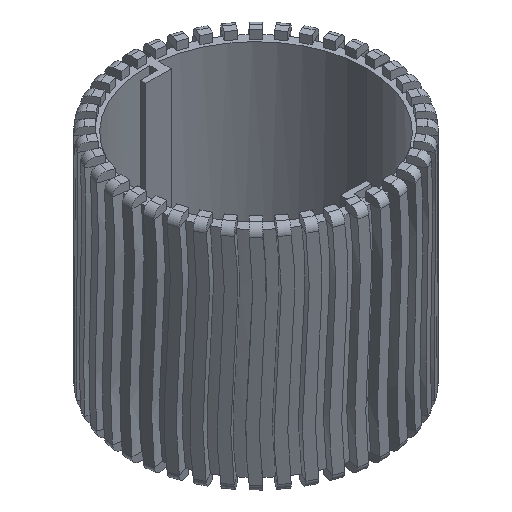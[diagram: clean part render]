
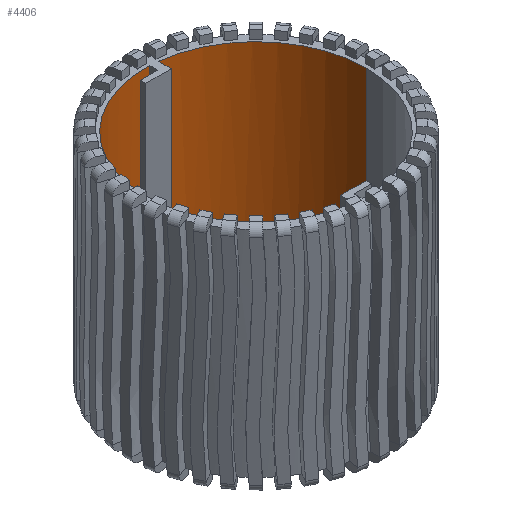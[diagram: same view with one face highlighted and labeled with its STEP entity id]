
A CAD part, isometric view. The second image highlights one B-rep face of the part: STEP entity #4406.
In plain terms, the highlighted cylindrical face has radius 69.5 mm (diameter 139 mm), a partial arc.
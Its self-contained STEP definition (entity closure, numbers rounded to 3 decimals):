
#364 = EDGE_CURVE ( 'NONE', #8944, #17392, #3045, .T. ) ;
#394 = DIRECTION ( 'NONE',  ( 1., 0., 0. ) ) ;
#1287 = CARTESIAN_POINT ( 'NONE',  ( 2.813, 69.443, 135. ) ) ;
#1289 = VERTEX_POINT ( 'NONE', #5022 ) ;
#1406 = VERTEX_POINT ( 'NONE', #18034 ) ;
#1658 = VERTEX_POINT ( 'NONE', #15212 ) ;
#1722 = VECTOR ( 'NONE', #9541, 1000. ) ;
#2078 = VECTOR ( 'NONE', #7374, 1000. ) ;
#2829 = DIRECTION ( 'NONE',  ( 0., 0., 1. ) ) ;
#2876 = FACE_OUTER_BOUND ( 'NONE', #12423, .T. ) ;
#3045 = LINE ( 'NONE', #4333, #2078 ) ;
#3272 = AXIS2_PLACEMENT_3D ( 'NONE', #5011, #3635, #17661 ) ;
#3517 = DIRECTION ( 'NONE',  ( -1., 0., 0. ) ) ;
#3610 = CARTESIAN_POINT ( 'NONE',  ( 0., 0., 135. ) ) ;
#3635 = DIRECTION ( 'NONE',  ( 0., 0., 1. ) ) ;
#3818 = EDGE_CURVE ( 'NONE', #8944, #15477, #8423, .T. ) ;
#3895 = VECTOR ( 'NONE', #6152, 1000. ) ;
#3972 = EDGE_CURVE ( 'NONE', #1289, #17392, #14308, .T. ) ;
#4155 = CIRCLE ( 'NONE', #3272, 69.5 ) ;
#4333 = CARTESIAN_POINT ( 'NONE',  ( 2.813, 69.443, 135. ) ) ;
#4406 = ADVANCED_FACE ( 'NONE', ( #2876 ), #15965, .F. ) ;
#4831 = CARTESIAN_POINT ( 'NONE',  ( 69.5, 0., 135. ) ) ;
#5011 = CARTESIAN_POINT ( 'NONE',  ( 0., 0., 0. ) ) ;
#5022 = CARTESIAN_POINT ( 'NONE',  ( 7.813, 69.059, 43.5 ) ) ;
#5261 = CIRCLE ( 'NONE', #17346, 69.5 ) ;
#5625 = ORIENTED_EDGE ( 'NONE', *, *, #364, .F. ) ;
#5852 = ORIENTED_EDGE ( 'NONE', *, *, #3818, .T. ) ;
#5876 = CARTESIAN_POINT ( 'NONE',  ( 0., 0., 135. ) ) ;
#6152 = DIRECTION ( 'NONE',  ( 0., 0., -1. ) ) ;
#6878 = EDGE_CURVE ( 'NONE', #15298, #1289, #13667, .T. ) ;
#7096 = EDGE_CURVE ( 'NONE', #15279, #15298, #5261, .T. ) ;
#7374 = DIRECTION ( 'NONE',  ( 0., 0., -1. ) ) ;
#7391 = CARTESIAN_POINT ( 'NONE',  ( 0., 0., 135. ) ) ;
#7526 = LINE ( 'NONE', #17140, #3895 ) ;
#8372 = ORIENTED_EDGE ( 'NONE', *, *, #17391, .F. ) ;
#8423 = CIRCLE ( 'NONE', #13132, 69.5 ) ;
#8944 = VERTEX_POINT ( 'NONE', #1287 ) ;
#9084 = ORIENTED_EDGE ( 'NONE', *, *, #10145, .T. ) ;
#9517 = CARTESIAN_POINT ( 'NONE',  ( 7.813, 69.059, 135. ) ) ;
#9541 = DIRECTION ( 'NONE',  ( 0., 0., -1. ) ) ;
#9634 = AXIS2_PLACEMENT_3D ( 'NONE', #3610, #13101, #3517 ) ;
#10139 = DIRECTION ( 'NONE',  ( 0., 0., 1. ) ) ;
#10145 = EDGE_CURVE ( 'NONE', #15477, #1658, #7526, .T. ) ;
#10472 = DIRECTION ( 'NONE',  ( 0., 0., -1. ) ) ;
#10567 = CARTESIAN_POINT ( 'NONE',  ( 2.813, 69.443, 43.5 ) ) ;
#10572 = EDGE_CURVE ( 'NONE', #1406, #1658, #4155, .T. ) ;
#11372 = AXIS2_PLACEMENT_3D ( 'NONE', #14071, #2829, #14158 ) ;
#11779 = ORIENTED_EDGE ( 'NONE', *, *, #6878, .T. ) ;
#12423 = EDGE_LOOP ( 'NONE', ( #8372, #14287, #11779, #13690, #5625, #5852, #9084, #15114 ) ) ;
#12503 = VECTOR ( 'NONE', #10472, 1000. ) ;
#12930 = DIRECTION ( 'NONE',  ( 0., 0., 1. ) ) ;
#13101 = DIRECTION ( 'NONE',  ( 0., 0., -1. ) ) ;
#13132 = AXIS2_PLACEMENT_3D ( 'NONE', #5876, #10139, #15748 ) ;
#13177 = CARTESIAN_POINT ( 'NONE',  ( -69.5, 0., 135. ) ) ;
#13667 = LINE ( 'NONE', #16548, #1722 ) ;
#13690 = ORIENTED_EDGE ( 'NONE', *, *, #3972, .T. ) ;
#14006 = CARTESIAN_POINT ( 'NONE',  ( 69.5, 0., 135. ) ) ;
#14071 = CARTESIAN_POINT ( 'NONE',  ( 0., 0., 43.5 ) ) ;
#14158 = DIRECTION ( 'NONE',  ( 1., 0., 0. ) ) ;
#14287 = ORIENTED_EDGE ( 'NONE', *, *, #7096, .T. ) ;
#14308 = CIRCLE ( 'NONE', #11372, 69.5 ) ;
#15114 = ORIENTED_EDGE ( 'NONE', *, *, #10572, .F. ) ;
#15212 = CARTESIAN_POINT ( 'NONE',  ( -69.5, 0., 0. ) ) ;
#15279 = VERTEX_POINT ( 'NONE', #14006 ) ;
#15298 = VERTEX_POINT ( 'NONE', #9517 ) ;
#15477 = VERTEX_POINT ( 'NONE', #13177 ) ;
#15748 = DIRECTION ( 'NONE',  ( 1., 0., 0. ) ) ;
#15965 = CYLINDRICAL_SURFACE ( 'NONE', #9634, 69.5 ) ;
#16548 = CARTESIAN_POINT ( 'NONE',  ( 7.813, 69.059, 135. ) ) ;
#17140 = CARTESIAN_POINT ( 'NONE',  ( -69.5, 0., 135. ) ) ;
#17346 = AXIS2_PLACEMENT_3D ( 'NONE', #7391, #12930, #394 ) ;
#17391 = EDGE_CURVE ( 'NONE', #15279, #1406, #17483, .T. ) ;
#17392 = VERTEX_POINT ( 'NONE', #10567 ) ;
#17483 = LINE ( 'NONE', #4831, #12503 ) ;
#17661 = DIRECTION ( 'NONE',  ( 1., 0., 0. ) ) ;
#18034 = CARTESIAN_POINT ( 'NONE',  ( 69.5, 0., 0. ) ) ;
